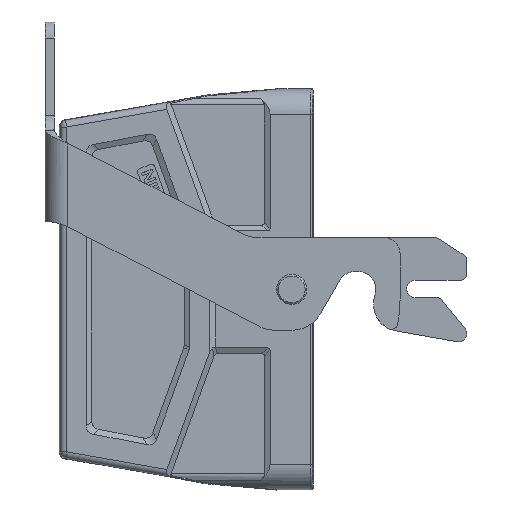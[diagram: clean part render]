
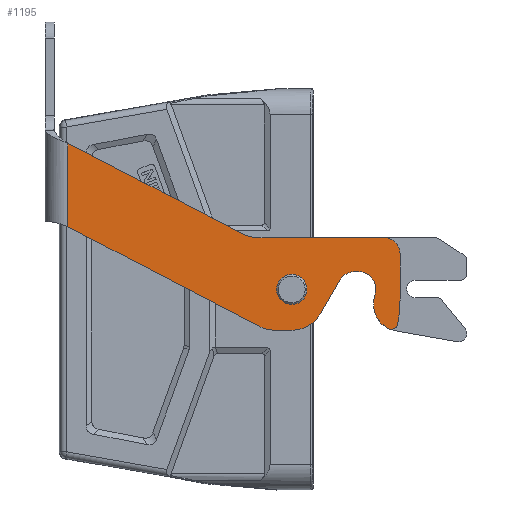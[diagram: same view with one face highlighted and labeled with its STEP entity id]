
A CAD part, left-side view. The second image highlights one B-rep face of the part: STEP entity #1195.
In plain terms, the highlighted planar face has unit normal (-1, 0, 0).
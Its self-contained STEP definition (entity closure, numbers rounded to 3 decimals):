
#686=FACE_BOUND('',#2615,.T.);
#687=FACE_BOUND('',#2616,.T.);
#811=CIRCLE('',#10237,9.85);
#812=CIRCLE('',#10240,9.85);
#813=CIRCLE('',#10243,5.15);
#814=CIRCLE('',#10246,5.15);
#815=CIRCLE('',#10248,9.85);
#816=CIRCLE('',#10251,7.85);
#817=CIRCLE('',#10253,1.85);
#818=CIRCLE('',#10255,39.85);
#819=CIRCLE('',#10258,4.85);
#820=CIRCLE('',#10261,10.2);
#867=CIRCLE('',#10354,4.15);
#868=CIRCLE('',#10355,5.15);
#869=CIRCLE('',#10356,39.85);
#1195=ADVANCED_FACE('NONE',(#686,#687),#1753,.F.);
#1753=PLANE('',#10357);
#2615=EDGE_LOOP('',(#5233));
#2616=EDGE_LOOP('',(#5234,#5235,#5236,#5237,#5238,#5239,#5240,#5241,#5242,
#5243,#5244,#5245,#5246,#5247,#5248,#5249,#5250,#5251,#5252,#5253,#5254));
#3199=LINE('',#14140,#4024);
#3211=LINE('',#14193,#4036);
#3214=LINE('',#14201,#4039);
#3217=LINE('',#14209,#4042);
#3220=LINE('',#14217,#4045);
#3225=LINE('',#14231,#4050);
#3230=LINE('',#14247,#4055);
#3234=LINE('',#14257,#4059);
#3236=LINE('',#14323,#4061);
#4024=VECTOR('',#11252,1.);
#4036=VECTOR('',#11294,1.);
#4039=VECTOR('',#11303,1.);
#4042=VECTOR('',#11312,1.);
#4045=VECTOR('',#11321,1.);
#4050=VECTOR('',#11336,1.);
#4055=VECTOR('',#11355,1.);
#4059=VECTOR('',#11365,1.);
#4061=VECTOR('',#11377,1.);
#5233=ORIENTED_EDGE('',*,*,#8861,.F.);
#5234=ORIENTED_EDGE('',*,*,#8652,.F.);
#5235=ORIENTED_EDGE('',*,*,#8720,.T.);
#5236=ORIENTED_EDGE('',*,*,#8678,.F.);
#5237=ORIENTED_EDGE('',*,*,#8680,.F.);
#5238=ORIENTED_EDGE('',*,*,#8682,.F.);
#5239=ORIENTED_EDGE('',*,*,#8684,.F.);
#5240=ORIENTED_EDGE('',*,*,#8686,.F.);
#5241=ORIENTED_EDGE('',*,*,#8688,.F.);
#5242=ORIENTED_EDGE('',*,*,#8690,.F.);
#5243=ORIENTED_EDGE('',*,*,#8692,.F.);
#5244=ORIENTED_EDGE('',*,*,#8862,.F.);
#5245=ORIENTED_EDGE('',*,*,#8694,.F.);
#5246=ORIENTED_EDGE('',*,*,#8697,.F.);
#5247=ORIENTED_EDGE('',*,*,#8699,.F.);
#5248=ORIENTED_EDGE('',*,*,#8701,.F.);
#5249=ORIENTED_EDGE('',*,*,#8703,.F.);
#5250=ORIENTED_EDGE('',*,*,#8863,.F.);
#5251=ORIENTED_EDGE('',*,*,#8705,.F.);
#5252=ORIENTED_EDGE('',*,*,#8708,.F.);
#5253=ORIENTED_EDGE('',*,*,#8710,.F.);
#5254=ORIENTED_EDGE('',*,*,#8711,.F.);
#7739=VERTEX_POINT('',#14138);
#7741=VERTEX_POINT('',#14141);
#7763=VERTEX_POINT('',#14190);
#7764=VERTEX_POINT('',#14192);
#7765=VERTEX_POINT('',#14196);
#7766=VERTEX_POINT('',#14200);
#7767=VERTEX_POINT('',#14204);
#7768=VERTEX_POINT('',#14208);
#7769=VERTEX_POINT('',#14212);
#7770=VERTEX_POINT('',#14216);
#7771=VERTEX_POINT('',#14220);
#7772=VERTEX_POINT('',#14224);
#7773=VERTEX_POINT('',#14226);
#7774=VERTEX_POINT('',#14230);
#7775=VERTEX_POINT('',#14234);
#7776=VERTEX_POINT('',#14238);
#7777=VERTEX_POINT('',#14242);
#7778=VERTEX_POINT('',#14246);
#7779=VERTEX_POINT('',#14248);
#7780=VERTEX_POINT('',#14252);
#7781=VERTEX_POINT('',#14256);
#7876=VERTEX_POINT('',#14828);
#8652=EDGE_CURVE('',#7739,#7741,#3199,.T.);
#8678=EDGE_CURVE('',#7764,#7763,#3211,.T.);
#8680=EDGE_CURVE('',#7765,#7764,#811,.T.);
#8682=EDGE_CURVE('',#7766,#7765,#3214,.T.);
#8684=EDGE_CURVE('',#7767,#7766,#812,.T.);
#8686=EDGE_CURVE('',#7768,#7767,#3217,.T.);
#8688=EDGE_CURVE('',#7769,#7768,#813,.T.);
#8690=EDGE_CURVE('',#7770,#7769,#3220,.T.);
#8692=EDGE_CURVE('',#7771,#7770,#814,.T.);
#8694=EDGE_CURVE('',#7772,#7773,#815,.T.);
#8697=EDGE_CURVE('',#7774,#7772,#3225,.T.);
#8699=EDGE_CURVE('',#7775,#7774,#816,.T.);
#8701=EDGE_CURVE('',#7776,#7775,#817,.T.);
#8703=EDGE_CURVE('',#7777,#7776,#818,.T.);
#8705=EDGE_CURVE('',#7778,#7779,#3230,.T.);
#8708=EDGE_CURVE('',#7780,#7778,#819,.T.);
#8710=EDGE_CURVE('',#7781,#7780,#3234,.T.);
#8711=EDGE_CURVE('',#7741,#7781,#820,.T.);
#8720=EDGE_CURVE('',#7739,#7763,#3236,.T.);
#8861=EDGE_CURVE('',#7876,#7876,#867,.T.);
#8862=EDGE_CURVE('',#7773,#7771,#868,.T.);
#8863=EDGE_CURVE('',#7779,#7777,#869,.T.);
#10237=AXIS2_PLACEMENT_3D('',#14197,#11298,#11299);
#10240=AXIS2_PLACEMENT_3D('',#14205,#11307,#11308);
#10243=AXIS2_PLACEMENT_3D('',#14213,#11316,#11317);
#10246=AXIS2_PLACEMENT_3D('',#14221,#11325,#11326);
#10248=AXIS2_PLACEMENT_3D('',#14225,#11330,#11331);
#10251=AXIS2_PLACEMENT_3D('',#14235,#11340,#11341);
#10253=AXIS2_PLACEMENT_3D('',#14239,#11345,#11346);
#10255=AXIS2_PLACEMENT_3D('',#14243,#11350,#11351);
#10258=AXIS2_PLACEMENT_3D('',#14253,#11360,#11361);
#10261=AXIS2_PLACEMENT_3D('',#14259,#11368,#11369);
#10354=AXIS2_PLACEMENT_3D('',#14827,#11631,#11632);
#10355=AXIS2_PLACEMENT_3D('',#14829,#11633,#11634);
#10356=AXIS2_PLACEMENT_3D('',#14830,#11635,#11636);
#10357=AXIS2_PLACEMENT_3D('',#14831,#11637,#11638);
#11252=DIRECTION('',(0.,-0.887,-0.462));
#11294=DIRECTION('',(0.,0.887,0.462));
#11298=DIRECTION('',(1.,0.,0.));
#11299=DIRECTION('',(0.,-1.,0.));
#11303=DIRECTION('',(0.,1.,0.));
#11307=DIRECTION('',(1.,0.,0.));
#11308=DIRECTION('',(0.,-1.,0.));
#11312=DIRECTION('',(0.,0.5,-0.866));
#11316=DIRECTION('',(-1.,0.,0.));
#11317=DIRECTION('',(0.,-1.,0.));
#11321=DIRECTION('',(0.,1.,0.));
#11325=DIRECTION('',(-1.,0.,0.));
#11326=DIRECTION('',(0.,-1.,0.));
#11330=DIRECTION('',(1.,0.,0.));
#11331=DIRECTION('',(0.,-1.,0.));
#11336=DIRECTION('',(0.,0.,1.));
#11340=DIRECTION('',(1.,0.,0.));
#11341=DIRECTION('',(0.,-1.,0.));
#11345=DIRECTION('',(1.,0.,0.));
#11346=DIRECTION('',(0.,-1.,0.));
#11350=DIRECTION('',(1.,0.,0.));
#11351=DIRECTION('',(0.,-1.,0.));
#11355=DIRECTION('',(0.,0.,-1.));
#11360=DIRECTION('',(1.,0.,0.));
#11361=DIRECTION('',(0.,-1.,0.));
#11365=DIRECTION('',(0.,-1.,0.));
#11368=DIRECTION('',(-1.,0.,0.));
#11369=DIRECTION('',(0.,1.,0.));
#11377=DIRECTION('',(0.,0.,-1.));
#11631=DIRECTION('',(-1.,0.,0.));
#11632=DIRECTION('',(0.,-1.,0.));
#11633=DIRECTION('',(-1.,0.,0.));
#11634=DIRECTION('',(0.,-1.,0.));
#11635=DIRECTION('',(1.,0.,0.));
#11636=DIRECTION('',(0.,-1.,0.));
#11637=DIRECTION('',(1.,0.,0.));
#11638=DIRECTION('',(0.,-1.,0.));
#14138=CARTESIAN_POINT('',(-26.1,18.915,43.809));
#14140=CARTESIAN_POINT('',(-26.1,25.816,47.399));
#14141=CARTESIAN_POINT('',(-26.1,-33.271,16.652));
#14190=CARTESIAN_POINT('',(-26.1,18.915,18.783));
#14192=CARTESIAN_POINT('',(-26.1,-38.486,-11.088));
#14193=CARTESIAN_POINT('',(-26.1,-38.486,-11.088));
#14196=CARTESIAN_POINT('',(-26.1,-43.033,-12.2));
#14197=CARTESIAN_POINT('',(-26.1,-43.033,-2.35));
#14200=CARTESIAN_POINT('',(-26.1,-48.132,-12.2));
#14201=CARTESIAN_POINT('',(-26.1,-48.132,-12.2));
#14204=CARTESIAN_POINT('',(-26.1,-56.663,-7.274));
#14205=CARTESIAN_POINT('',(-26.1,-48.132,-2.35));
#14208=CARTESIAN_POINT('',(-26.1,-62.433,2.724));
#14209=CARTESIAN_POINT('',(-26.1,-62.433,2.724));
#14212=CARTESIAN_POINT('',(-26.1,-66.894,5.3));
#14213=CARTESIAN_POINT('',(-26.1,-66.894,0.15));
#14216=CARTESIAN_POINT('',(-26.1,-68.135,5.3));
#14217=CARTESIAN_POINT('',(-26.1,-68.135,5.3));
#14220=CARTESIAN_POINT('',(-26.1,-73.285,0.15));
#14221=CARTESIAN_POINT('',(-26.1,-68.135,0.15));
#14224=CARTESIAN_POINT('',(-26.1,-72.585,-4.379));
#14225=CARTESIAN_POINT('',(-26.1,-82.435,-4.379));
#14226=CARTESIAN_POINT('',(-26.1,-73.044,-1.405));
#14230=CARTESIAN_POINT('',(-26.1,-72.585,-4.652));
#14231=CARTESIAN_POINT('',(-26.1,-72.585,-4.652));
#14234=CARTESIAN_POINT('',(-26.1,-77.165,-11.788));
#14235=CARTESIAN_POINT('',(-26.1,-80.435,-4.652));
#14238=CARTESIAN_POINT('',(-26.1,-79.751,-10.46));
#14239=CARTESIAN_POINT('',(-26.1,-77.935,-10.107));
#14242=CARTESIAN_POINT('',(-26.1,-80.485,-2.85));
#14243=CARTESIAN_POINT('',(-26.1,-40.635,-2.85));
#14246=CARTESIAN_POINT('',(-26.1,-80.482,10.65));
#14247=CARTESIAN_POINT('',(-26.1,-80.482,10.65));
#14248=CARTESIAN_POINT('',(-26.1,-80.482,-2.39));
#14252=CARTESIAN_POINT('',(-26.1,-75.632,15.5));
#14253=CARTESIAN_POINT('',(-26.1,-75.632,10.65));
#14256=CARTESIAN_POINT('',(-26.1,-37.98,15.5));
#14257=CARTESIAN_POINT('',(-26.1,-37.98,15.5));
#14259=CARTESIAN_POINT('',(-26.1,-37.98,25.7));
#14323=CARTESIAN_POINT('',(-26.1,18.915,75.1));
#14827=CARTESIAN_POINT('',(-26.1,-48.085,0.));
#14828=CARTESIAN_POINT('',(-26.1,-52.235,0.));
#14829=CARTESIAN_POINT('',(-26.1,-68.135,0.15));
#14830=CARTESIAN_POINT('',(-26.1,-40.635,-2.85));
#14831=CARTESIAN_POINT('',(-26.1,33.515,75.1));
